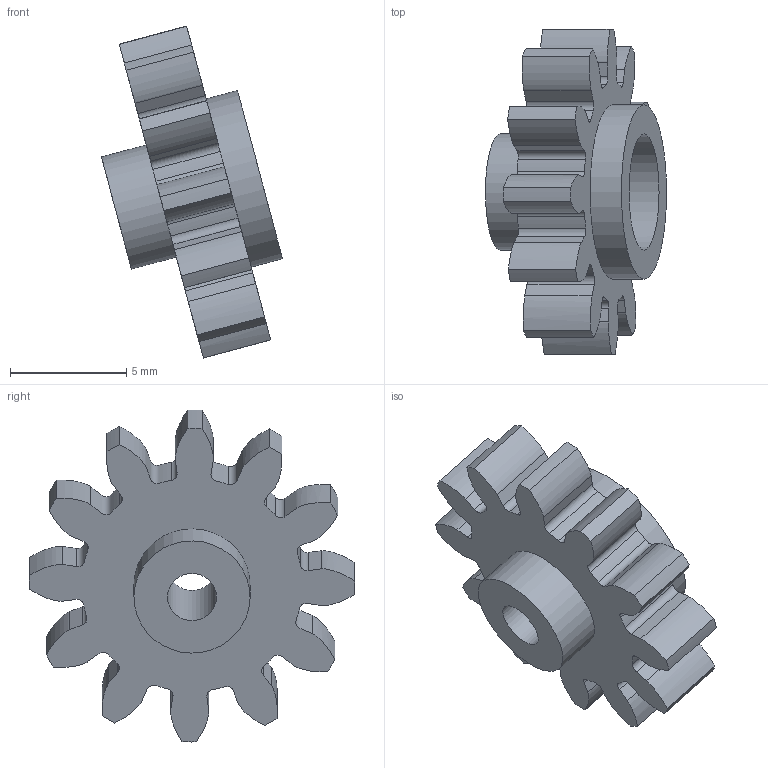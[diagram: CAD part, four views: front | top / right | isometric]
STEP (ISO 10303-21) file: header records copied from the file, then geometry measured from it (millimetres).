
FILE_DESCRIPTION(/* description */ (''),/* implementation_level */ '2;1');
FILE_NAME(/* name */ '齿轮 (12 teeth).step',/* time_stamp */ '2022-03-30T22:44:23+08:00',/* author */ (''),/* organization */ (''),/* preprocessor_version */ 'ST-DEVELOPER v18.1',/* originating_system */ 'Autodesk Translation Framework v10.14.0.1471',/* authorisation */ '');
FILE_SCHEMA (('AUTOMOTIVE_DESIGN { 1 0 10303 214 3 1 1 }'));
Length unit declared in the file: millimetre
Products named in the file (1): 齿轮 (12 teeth)
Bounding box: 7.8 x 14 x 14.3 mm (x, y, z)
Volume: 381.9 mm3; surface area: 556.8 mm2
Topology: 1 solids, 1 shells, 105 faces, 300 edges, 200 vertices
Faces by surface type: cylinder 52, plane 29, bspline 24
Full cylindrical faces by diameter (mm): 2.1 x1, 5 x2, 7.5 x1
Entity records: 10426 total; most frequent: CARTESIAN_POINT 7698, ORIENTED_EDGE 600, DIRECTION 520, EDGE_CURVE 300, VERTEX_POINT 200, AXIS2_PLACEMENT_3D 186, LINE 148, VECTOR 148
